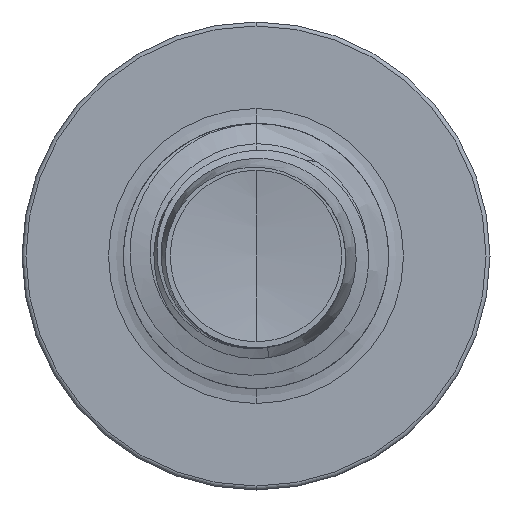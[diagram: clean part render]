
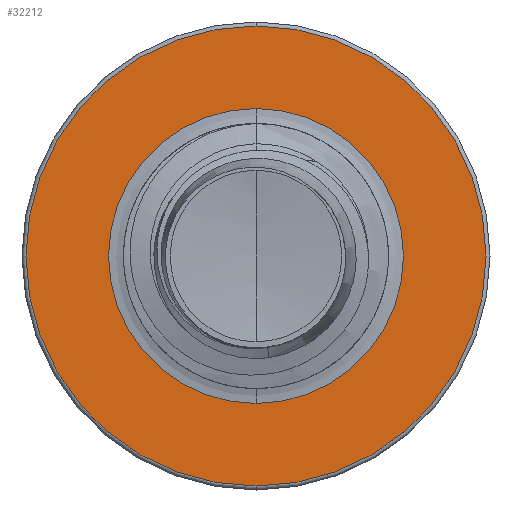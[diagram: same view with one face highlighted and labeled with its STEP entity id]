
A CAD part, front view. The second image highlights one B-rep face of the part: STEP entity #32212.
In plain terms, the highlighted planar face has unit normal (0, -1, 0).
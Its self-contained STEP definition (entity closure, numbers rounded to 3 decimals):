
#615 = EDGE_CURVE ( 'NONE', #20566, #7345, #10103, .T. ) ;
#864 = EDGE_CURVE ( 'NONE', #7345, #20566, #14060, .T. ) ;
#2261 = CARTESIAN_POINT ( 'NONE',  ( 0., 16., -2.605 ) ) ;
#4333 = DIRECTION ( 'NONE',  ( 0., 0., 1. ) ) ;
#5180 = ORIENTED_EDGE ( 'NONE', *, *, #864, .F. ) ;
#5309 = ORIENTED_EDGE ( 'NONE', *, *, #615, .F. ) ;
#5768 = ORIENTED_EDGE ( 'NONE', *, *, #10231, .T. ) ;
#5779 = DIRECTION ( 'NONE',  ( 0., 1., 0. ) ) ;
#6075 = VERTEX_POINT ( 'NONE', #17184 ) ;
#6201 = EDGE_CURVE ( 'NONE', #6075, #11853, #23677, .T. ) ;
#6279 = DIRECTION ( 'NONE',  ( 0., 1., 0. ) ) ;
#6396 = ORIENTED_EDGE ( 'NONE', *, *, #6201, .T. ) ;
#6835 = EDGE_LOOP ( 'NONE', ( #5768, #6396 ) ) ;
#7345 = VERTEX_POINT ( 'NONE', #8162 ) ;
#7829 = FACE_BOUND ( 'NONE', #6835, .T. ) ;
#7861 = FACE_OUTER_BOUND ( 'NONE', #13489, .T. ) ;
#8162 = CARTESIAN_POINT ( 'NONE',  ( 0., 16., 2.605 ) ) ;
#8847 = DIRECTION ( 'NONE',  ( 0., 0., 1. ) ) ;
#8939 = CIRCLE ( 'NONE', #16218, 1.67 ) ;
#9194 = AXIS2_PLACEMENT_3D ( 'NONE', #28032, #5779, #11646 ) ;
#9537 = CARTESIAN_POINT ( 'NONE',  ( 0., 16., 1.67 ) ) ;
#10103 = CIRCLE ( 'NONE', #26108, 2.605 ) ;
#10231 = EDGE_CURVE ( 'NONE', #11853, #6075, #8939, .T. ) ;
#11646 = DIRECTION ( 'NONE',  ( 0., 0., 1. ) ) ;
#11853 = VERTEX_POINT ( 'NONE', #9537 ) ;
#13382 = CARTESIAN_POINT ( 'NONE',  ( 0., 16., 0. ) ) ;
#13463 = DIRECTION ( 'NONE',  ( 0., 1., 0. ) ) ;
#13489 = EDGE_LOOP ( 'NONE', ( #5180, #5309 ) ) ;
#14060 = CIRCLE ( 'NONE', #9194, 2.605 ) ;
#14837 = PLANE ( 'NONE',  #24484 ) ;
#15017 = AXIS2_PLACEMENT_3D ( 'NONE', #13382, #13463, #22995 ) ;
#16218 = AXIS2_PLACEMENT_3D ( 'NONE', #30071, #30031, #29993 ) ;
#17184 = CARTESIAN_POINT ( 'NONE',  ( 0., 16., -1.67 ) ) ;
#17626 = CARTESIAN_POINT ( 'NONE',  ( 0., 16., 0. ) ) ;
#20405 = DIRECTION ( 'NONE',  ( 0., 1., 0. ) ) ;
#20566 = VERTEX_POINT ( 'NONE', #2261 ) ;
#22912 = CARTESIAN_POINT ( 'NONE',  ( 0., 16., -1.67 ) ) ;
#22995 = DIRECTION ( 'NONE',  ( 0., 0., 1. ) ) ;
#23677 = CIRCLE ( 'NONE', #15017, 1.67 ) ;
#24484 = AXIS2_PLACEMENT_3D ( 'NONE', #22912, #20405, #4333 ) ;
#26108 = AXIS2_PLACEMENT_3D ( 'NONE', #17626, #6279, #8847 ) ;
#28032 = CARTESIAN_POINT ( 'NONE',  ( 0., 16., 0. ) ) ;
#29993 = DIRECTION ( 'NONE',  ( 0., 0., 1. ) ) ;
#30031 = DIRECTION ( 'NONE',  ( 0., 1., 0. ) ) ;
#30071 = CARTESIAN_POINT ( 'NONE',  ( 0., 16., 0. ) ) ;
#32212 = ADVANCED_FACE ( 'NONE', ( #7861, #7829 ), #14837, .F. ) ;
